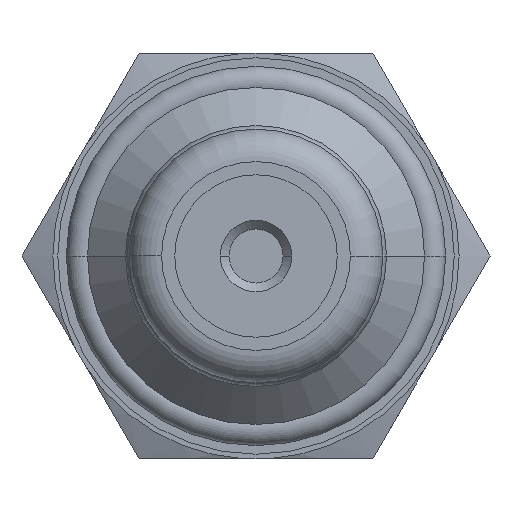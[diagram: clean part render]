
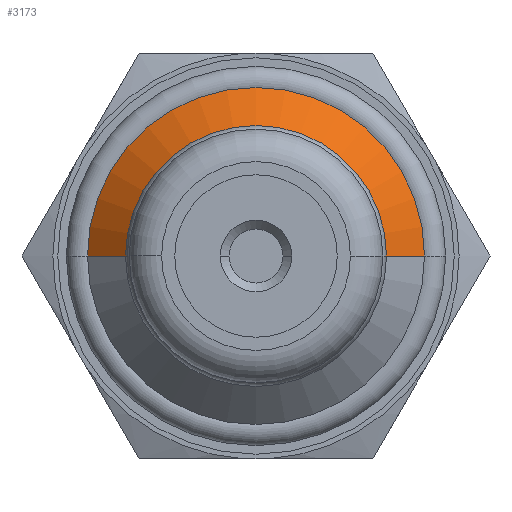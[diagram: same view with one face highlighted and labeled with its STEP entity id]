
A CAD part, front view. The second image highlights one B-rep face of the part: STEP entity #3173.
In plain terms, the highlighted conical face has half-angle 45 degrees and reference radius 8.687 mm.
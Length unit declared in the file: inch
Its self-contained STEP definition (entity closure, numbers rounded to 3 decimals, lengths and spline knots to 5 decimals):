
#1151=CARTESIAN_POINT('',(0.,0.69,0.));
#1152=DIRECTION('',(0.,1.,0.));
#1153=DIRECTION('',(-1.,0.,0.));
#1154=AXIS2_PLACEMENT_3D('',#1151,#1152,#1153);
#1156=CARTESIAN_POINT('',(0.,0.786,0.));
#1157=DIRECTION('',(0.,1.,0.));
#1158=DIRECTION('',(-1.,0.,0.));
#1159=AXIS2_PLACEMENT_3D('',#1156,#1157,#1158);
#1176=DIRECTION('',(0.707,0.707,0.));
#1177=VECTOR('',#1176,0.13576);
#1178=CARTESIAN_POINT('',(0.294,0.69,0.));
#1179=LINE('',#1178,#1177);
#1185=DIRECTION('',(-0.707,0.707,0.));
#1186=VECTOR('',#1185,0.13576);
#1187=CARTESIAN_POINT('',(-0.294,0.69,0.));
#1188=LINE('',#1187,#1186);
#1745=CARTESIAN_POINT('',(-0.294,0.69,0.));
#1746=CARTESIAN_POINT('',(0.294,0.69,0.));
#1747=VERTEX_POINT('',#1745);
#1748=VERTEX_POINT('',#1746);
#1749=CARTESIAN_POINT('',(-0.39,0.786,0.));
#1750=CARTESIAN_POINT('',(0.39,0.786,0.));
#1751=VERTEX_POINT('',#1749);
#1752=VERTEX_POINT('',#1750);
#3159=CARTESIAN_POINT('',(0.,0.738,0.));
#3160=DIRECTION('',(0.,1.,0.));
#3161=DIRECTION('',(1.,0.,0.));
#3162=AXIS2_PLACEMENT_3D('',#3159,#3160,#3161);
#3163=CONICAL_SURFACE('',#3162,0.342,45.);
#3165=ORIENTED_EDGE('',*,*,#3164,.F.);
#3167=ORIENTED_EDGE('',*,*,#3166,.T.);
#3168=ORIENTED_EDGE('',*,*,#3153,.T.);
#3170=ORIENTED_EDGE('',*,*,#3169,.F.);
#3171=EDGE_LOOP('',(#3165,#3167,#3168,#3170));
#3172=FACE_OUTER_BOUND('',#3171,.F.);
#1155=CIRCLE('',#1154,0.294);
#1160=CIRCLE('',#1159,0.39);
#3153=EDGE_CURVE('',#1751,#1752,#1160,.T.);
#3164=EDGE_CURVE('',#1747,#1748,#1155,.T.);
#3166=EDGE_CURVE('',#1747,#1751,#1188,.T.);
#3169=EDGE_CURVE('',#1748,#1752,#1179,.T.);
#3173=ADVANCED_FACE('',(#3172),#3163,.T.);
